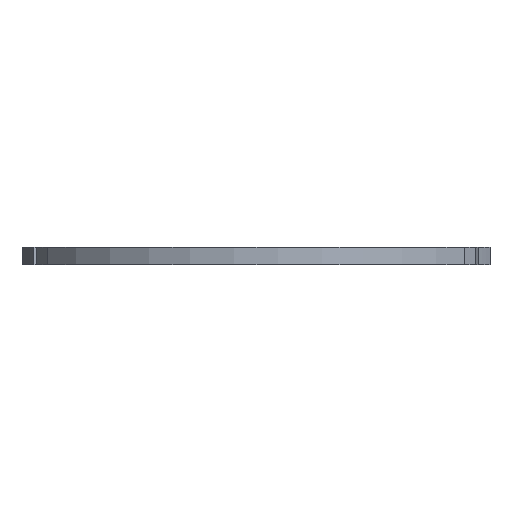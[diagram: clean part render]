
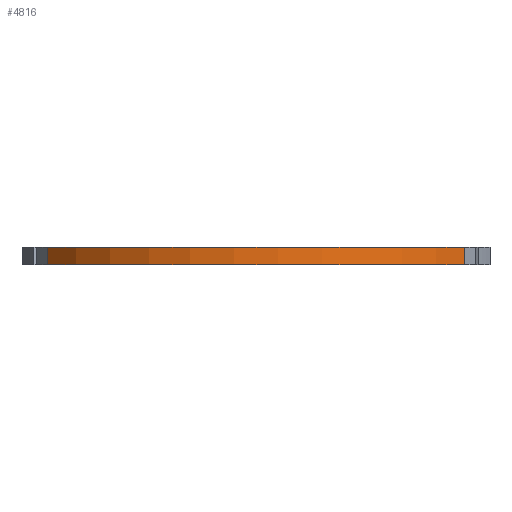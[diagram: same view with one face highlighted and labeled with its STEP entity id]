
A CAD part, front view. The second image highlights one B-rep face of the part: STEP entity #4816.
In plain terms, the highlighted cylindrical face has radius 75 mm (diameter 150 mm), a partial arc.
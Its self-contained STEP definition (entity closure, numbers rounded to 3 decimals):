
#32 = PLANE('',#33);
#33 = AXIS2_PLACEMENT_3D('',#34,#35,#36);
#34 = CARTESIAN_POINT('',(-3.069,-13.291,0.));
#35 = DIRECTION('',(0.,0.,1.));
#36 = DIRECTION('',(1.,0.,0.));
#1153 = VERTEX_POINT('',#1154);
#1154 = CARTESIAN_POINT('',(-61.214,-43.334,0.));
#1168 = PLANE('',#1169);
#1169 = AXIS2_PLACEMENT_3D('',#1170,#1171,#1172);
#1170 = CARTESIAN_POINT('',(-60.37,-42.798,0.));
#1171 = DIRECTION('',(0.536,-0.844,0.));
#1172 = DIRECTION('',(-0.844,-0.536,0.));
#1180 = EDGE_CURVE('',#1153,#1181,#1183,.T.);
#1181 = VERTEX_POINT('',#1182);
#1182 = CARTESIAN_POINT('',(61.214,-43.334,0.));
#1183 = SURFACE_CURVE('',#1184,(#1189,#1196),.PCURVE_S1.);
#1184 = CIRCLE('',#1185,75.);
#1185 = AXIS2_PLACEMENT_3D('',#1186,#1187,#1188);
#1186 = CARTESIAN_POINT('',(0.,0.,0.));
#1187 = DIRECTION('',(0.,0.,1.));
#1188 = DIRECTION('',(1.,0.,0.));
#1189 = PCURVE('',#32,#1190);
#1190 = DEFINITIONAL_REPRESENTATION('',(#1191),#1195);
#1191 = CIRCLE('',#1192,75.);
#1192 = AXIS2_PLACEMENT_2D('',#1193,#1194);
#1193 = CARTESIAN_POINT('',(3.069,13.291));
#1194 = DIRECTION('',(1.,0.));
#1195 = ( GEOMETRIC_REPRESENTATION_CONTEXT(2) 
PARAMETRIC_REPRESENTATION_CONTEXT() REPRESENTATION_CONTEXT('2D SPACE',''
  ) );
#1196 = PCURVE('',#1197,#1202);
#1197 = CYLINDRICAL_SURFACE('',#1198,75.);
#1198 = AXIS2_PLACEMENT_3D('',#1199,#1200,#1201);
#1199 = CARTESIAN_POINT('',(0.,0.,0.));
#1200 = DIRECTION('',(-0.,-0.,-1.));
#1201 = DIRECTION('',(1.,0.,0.));
#1202 = DEFINITIONAL_REPRESENTATION('',(#1203),#1207);
#1203 = LINE('',#1204,#1205);
#1204 = CARTESIAN_POINT('',(-0.,0.));
#1205 = VECTOR('',#1206,1.);
#1206 = DIRECTION('',(-1.,0.));
#1207 = ( GEOMETRIC_REPRESENTATION_CONTEXT(2) 
PARAMETRIC_REPRESENTATION_CONTEXT() REPRESENTATION_CONTEXT('2D SPACE',''
  ) );
#1225 = PLANE('',#1226);
#1226 = AXIS2_PLACEMENT_3D('',#1227,#1228,#1229);
#1227 = CARTESIAN_POINT('',(60.37,-42.798,0.));
#1228 = DIRECTION('',(0.536,0.844,0.));
#1229 = DIRECTION('',(0.844,-0.536,0.));
#3012 = PLANE('',#3013);
#3013 = AXIS2_PLACEMENT_3D('',#3014,#3015,#3016);
#3014 = CARTESIAN_POINT('',(-3.069,-13.291,5.));
#3015 = DIRECTION('',(0.,0.,1.));
#3016 = DIRECTION('',(1.,0.,0.));
#4724 = VERTEX_POINT('',#4725);
#4725 = CARTESIAN_POINT('',(61.214,-43.334,5.));
#4746 = EDGE_CURVE('',#1181,#4724,#4747,.T.);
#4747 = SURFACE_CURVE('',#4748,(#4752,#4759),.PCURVE_S1.);
#4748 = LINE('',#4749,#4750);
#4749 = CARTESIAN_POINT('',(61.214,-43.334,0.));
#4750 = VECTOR('',#4751,1.);
#4751 = DIRECTION('',(0.,0.,1.));
#4752 = PCURVE('',#1225,#4753);
#4753 = DEFINITIONAL_REPRESENTATION('',(#4754),#4758);
#4754 = LINE('',#4755,#4756);
#4755 = CARTESIAN_POINT('',(1.,0.));
#4756 = VECTOR('',#4757,1.);
#4757 = DIRECTION('',(0.,-1.));
#4758 = ( GEOMETRIC_REPRESENTATION_CONTEXT(2) 
PARAMETRIC_REPRESENTATION_CONTEXT() REPRESENTATION_CONTEXT('2D SPACE',''
  ) );
#4759 = PCURVE('',#1197,#4760);
#4760 = DEFINITIONAL_REPRESENTATION('',(#4761),#4765);
#4761 = LINE('',#4762,#4763);
#4762 = CARTESIAN_POINT('',(-5.667,0.));
#4763 = VECTOR('',#4764,1.);
#4764 = DIRECTION('',(-0.,-1.));
#4765 = ( GEOMETRIC_REPRESENTATION_CONTEXT(2) 
PARAMETRIC_REPRESENTATION_CONTEXT() REPRESENTATION_CONTEXT('2D SPACE',''
  ) );
#4816 = ADVANCED_FACE('',(#4817),#1197,.T.);
#4817 = FACE_BOUND('',#4818,.F.);
#4818 = EDGE_LOOP('',(#4819,#4842,#4864,#4865));
#4819 = ORIENTED_EDGE('',*,*,#4820,.T.);
#4820 = EDGE_CURVE('',#1153,#4821,#4823,.T.);
#4821 = VERTEX_POINT('',#4822);
#4822 = CARTESIAN_POINT('',(-61.214,-43.334,5.));
#4823 = SURFACE_CURVE('',#4824,(#4828,#4835),.PCURVE_S1.);
#4824 = LINE('',#4825,#4826);
#4825 = CARTESIAN_POINT('',(-61.214,-43.334,0.));
#4826 = VECTOR('',#4827,1.);
#4827 = DIRECTION('',(0.,0.,1.));
#4828 = PCURVE('',#1197,#4829);
#4829 = DEFINITIONAL_REPRESENTATION('',(#4830),#4834);
#4830 = LINE('',#4831,#4832);
#4831 = CARTESIAN_POINT('',(-3.758,0.));
#4832 = VECTOR('',#4833,1.);
#4833 = DIRECTION('',(-0.,-1.));
#4834 = ( GEOMETRIC_REPRESENTATION_CONTEXT(2) 
PARAMETRIC_REPRESENTATION_CONTEXT() REPRESENTATION_CONTEXT('2D SPACE',''
  ) );
#4835 = PCURVE('',#1168,#4836);
#4836 = DEFINITIONAL_REPRESENTATION('',(#4837),#4841);
#4837 = LINE('',#4838,#4839);
#4838 = CARTESIAN_POINT('',(1.,-0.));
#4839 = VECTOR('',#4840,1.);
#4840 = DIRECTION('',(0.,-1.));
#4841 = ( GEOMETRIC_REPRESENTATION_CONTEXT(2) 
PARAMETRIC_REPRESENTATION_CONTEXT() REPRESENTATION_CONTEXT('2D SPACE',''
  ) );
#4842 = ORIENTED_EDGE('',*,*,#4843,.T.);
#4843 = EDGE_CURVE('',#4821,#4724,#4844,.T.);
#4844 = SURFACE_CURVE('',#4845,(#4850,#4857),.PCURVE_S1.);
#4845 = CIRCLE('',#4846,75.);
#4846 = AXIS2_PLACEMENT_3D('',#4847,#4848,#4849);
#4847 = CARTESIAN_POINT('',(0.,0.,5.));
#4848 = DIRECTION('',(0.,0.,1.));
#4849 = DIRECTION('',(1.,0.,0.));
#4850 = PCURVE('',#1197,#4851);
#4851 = DEFINITIONAL_REPRESENTATION('',(#4852),#4856);
#4852 = LINE('',#4853,#4854);
#4853 = CARTESIAN_POINT('',(-0.,-5.));
#4854 = VECTOR('',#4855,1.);
#4855 = DIRECTION('',(-1.,0.));
#4856 = ( GEOMETRIC_REPRESENTATION_CONTEXT(2) 
PARAMETRIC_REPRESENTATION_CONTEXT() REPRESENTATION_CONTEXT('2D SPACE',''
  ) );
#4857 = PCURVE('',#3012,#4858);
#4858 = DEFINITIONAL_REPRESENTATION('',(#4859),#4863);
#4859 = CIRCLE('',#4860,75.);
#4860 = AXIS2_PLACEMENT_2D('',#4861,#4862);
#4861 = CARTESIAN_POINT('',(3.069,13.291));
#4862 = DIRECTION('',(1.,0.));
#4863 = ( GEOMETRIC_REPRESENTATION_CONTEXT(2) 
PARAMETRIC_REPRESENTATION_CONTEXT() REPRESENTATION_CONTEXT('2D SPACE',''
  ) );
#4864 = ORIENTED_EDGE('',*,*,#4746,.F.);
#4865 = ORIENTED_EDGE('',*,*,#1180,.F.);
